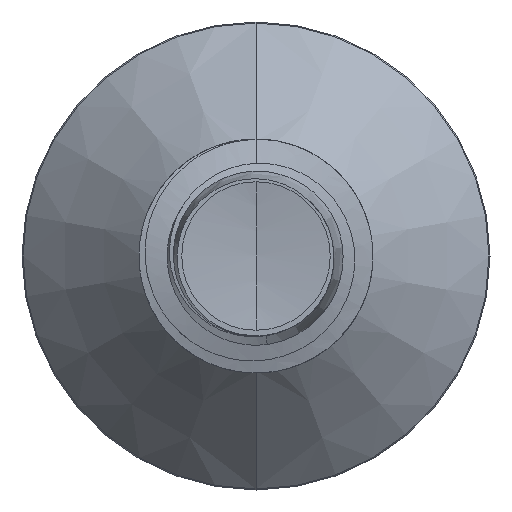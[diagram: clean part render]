
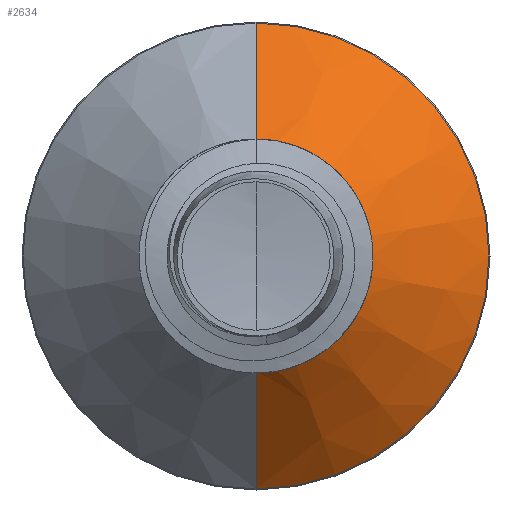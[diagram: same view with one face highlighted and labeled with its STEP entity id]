
A CAD part, front view. The second image highlights one B-rep face of the part: STEP entity #2634.
In plain terms, the highlighted conical face has half-angle 45 degrees and reference radius 1.08 mm.
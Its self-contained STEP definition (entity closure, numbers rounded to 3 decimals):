
#27 = CARTESIAN_POINT ( 'NONE',  ( 0., 3.53, 1.08 ) ) ;
#73 = DIRECTION ( 'NONE',  ( 0., 0.707, 0.707 ) ) ;
#520 = CARTESIAN_POINT ( 'NONE',  ( 0., 3.53, 0. ) ) ;
#1415 = LINE ( 'NONE', #4673, #7895 ) ;
#2441 = EDGE_CURVE ( 'NONE', #13964, #2465, #12981, .T. ) ;
#2465 = VERTEX_POINT ( 'NONE', #9701 ) ;
#2634 = ADVANCED_FACE ( 'NONE', ( #6481 ), #14450, .T. ) ;
#2716 = VERTEX_POINT ( 'NONE', #9034 ) ;
#2887 = DIRECTION ( 'NONE',  ( 0., 0., 1. ) ) ;
#3114 = CARTESIAN_POINT ( 'NONE',  ( 0., 4.64, 2.19 ) ) ;
#3619 = AXIS2_PLACEMENT_3D ( 'NONE', #9150, #9163, #9181 ) ;
#3787 = EDGE_CURVE ( 'NONE', #9217, #2465, #1415, .T. ) ;
#4172 = ORIENTED_EDGE ( 'NONE', *, *, #5240, .T. ) ;
#4254 = DIRECTION ( 'NONE',  ( 0., 1., 0. ) ) ;
#4617 = DIRECTION ( 'NONE',  ( 0., 0.707, -0.707 ) ) ;
#4673 = CARTESIAN_POINT ( 'NONE',  ( 0., 3.53, -1.08 ) ) ;
#5038 = EDGE_CURVE ( 'NONE', #2716, #13964, #11865, .T. ) ;
#5240 = EDGE_CURVE ( 'NONE', #2716, #9217, #10464, .T. ) ;
#6481 = FACE_OUTER_BOUND ( 'NONE', #9941, .T. ) ;
#7047 = ORIENTED_EDGE ( 'NONE', *, *, #2441, .F. ) ;
#7895 = VECTOR ( 'NONE', #4617, 1000. ) ;
#9034 = CARTESIAN_POINT ( 'NONE',  ( 0., 3.53, 1.08 ) ) ;
#9150 = CARTESIAN_POINT ( 'NONE',  ( 0., 3.53, 0. ) ) ;
#9163 = DIRECTION ( 'NONE',  ( 0., 1., 0. ) ) ;
#9181 = DIRECTION ( 'NONE',  ( 0., 0., 1. ) ) ;
#9217 = VERTEX_POINT ( 'NONE', #10719 ) ;
#9701 = CARTESIAN_POINT ( 'NONE',  ( 0., 4.64, -2.19 ) ) ;
#9753 = DIRECTION ( 'NONE',  ( 0., 0., 1. ) ) ;
#9764 = DIRECTION ( 'NONE',  ( 0., 1., 0. ) ) ;
#9769 = CARTESIAN_POINT ( 'NONE',  ( 0., 4.64, 0. ) ) ;
#9941 = EDGE_LOOP ( 'NONE', ( #4172, #12851, #7047, #12555 ) ) ;
#10464 = CIRCLE ( 'NONE', #11049, 1.08 ) ;
#10719 = CARTESIAN_POINT ( 'NONE',  ( 0., 3.53, -1.08 ) ) ;
#11049 = AXIS2_PLACEMENT_3D ( 'NONE', #520, #4254, #2887 ) ;
#11865 = LINE ( 'NONE', #27, #14235 ) ;
#12555 = ORIENTED_EDGE ( 'NONE', *, *, #5038, .F. ) ;
#12851 = ORIENTED_EDGE ( 'NONE', *, *, #3787, .T. ) ;
#12981 = CIRCLE ( 'NONE', #14772, 2.19 ) ;
#13964 = VERTEX_POINT ( 'NONE', #3114 ) ;
#14235 = VECTOR ( 'NONE', #73, 1000. ) ;
#14450 = CONICAL_SURFACE ( 'NONE', #3619, 1.08, 0.785 ) ;
#14772 = AXIS2_PLACEMENT_3D ( 'NONE', #9769, #9764, #9753 ) ;
